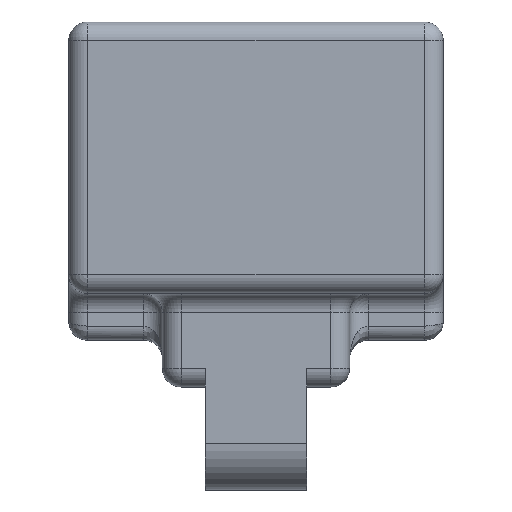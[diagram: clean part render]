
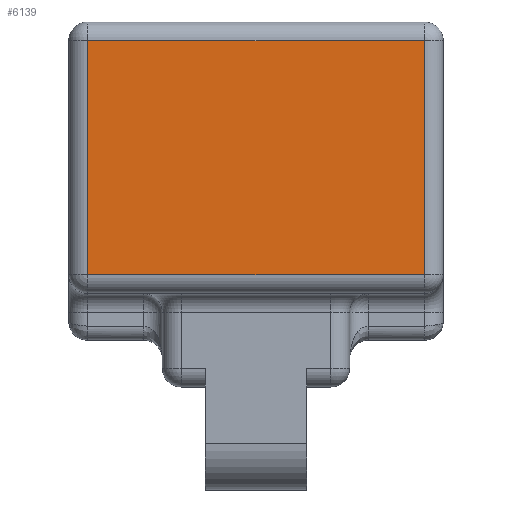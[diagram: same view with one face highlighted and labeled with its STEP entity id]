
A CAD part, left-side view. The second image highlights one B-rep face of the part: STEP entity #6139.
In plain terms, the highlighted planar face has unit normal (-1, 0, 0).
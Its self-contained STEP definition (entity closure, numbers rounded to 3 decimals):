
#1932 = CYLINDRICAL_SURFACE('',#1933,2.);
#1933 = AXIS2_PLACEMENT_3D('',#1934,#1935,#1936);
#1934 = CARTESIAN_POINT('',(-37.,2.,15.));
#1935 = DIRECTION('',(0.,0.,1.));
#1936 = DIRECTION('',(0.,-1.,0.));
#3835 = CYLINDRICAL_SURFACE('',#3836,2.);
#3836 = AXIS2_PLACEMENT_3D('',#3837,#3838,#3839);
#3837 = CARTESIAN_POINT('',(-37.,0.,17.));
#3838 = DIRECTION('',(0.,1.,0.));
#3839 = DIRECTION('',(0.,0.,-1.));
#4458 = VERTEX_POINT('',#4459);
#4459 = CARTESIAN_POINT('',(-39.,2.,17.));
#4484 = EDGE_CURVE('',#4458,#4485,#4487,.T.);
#4485 = VERTEX_POINT('',#4486);
#4486 = CARTESIAN_POINT('',(-39.,2.,42.));
#4487 = SURFACE_CURVE('',#4488,(#4492,#4499),.PCURVE_S1.);
#4488 = LINE('',#4489,#4490);
#4489 = CARTESIAN_POINT('',(-39.,2.,15.));
#4490 = VECTOR('',#4491,1.);
#4491 = DIRECTION('',(0.,0.,1.));
#4492 = PCURVE('',#1932,#4493);
#4493 = DEFINITIONAL_REPRESENTATION('',(#4494),#4498);
#4494 = LINE('',#4495,#4496);
#4495 = CARTESIAN_POINT('',(-1.571,0.));
#4496 = VECTOR('',#4497,1.);
#4497 = DIRECTION('',(-0.,1.));
#4498 = ( GEOMETRIC_REPRESENTATION_CONTEXT(2) 
PARAMETRIC_REPRESENTATION_CONTEXT() REPRESENTATION_CONTEXT('2D SPACE',''
  ) );
#4499 = PCURVE('',#4500,#4505);
#4500 = PLANE('',#4501);
#4501 = AXIS2_PLACEMENT_3D('',#4502,#4503,#4504);
#4502 = CARTESIAN_POINT('',(-39.,20.,29.5));
#4503 = DIRECTION('',(-1.,-0.,-0.));
#4504 = DIRECTION('',(0.,0.,-1.));
#4505 = DEFINITIONAL_REPRESENTATION('',(#4506),#4510);
#4506 = LINE('',#4507,#4508);
#4507 = CARTESIAN_POINT('',(14.5,18.));
#4508 = VECTOR('',#4509,1.);
#4509 = DIRECTION('',(-1.,0.));
#4510 = ( GEOMETRIC_REPRESENTATION_CONTEXT(2) 
PARAMETRIC_REPRESENTATION_CONTEXT() REPRESENTATION_CONTEXT('2D SPACE',''
  ) );
#5394 = CYLINDRICAL_SURFACE('',#5395,2.);
#5395 = AXIS2_PLACEMENT_3D('',#5396,#5397,#5398);
#5396 = CARTESIAN_POINT('',(-37.,38.,15.));
#5397 = DIRECTION('',(0.,0.,1.));
#5398 = DIRECTION('',(0.,1.,0.));
#5912 = EDGE_CURVE('',#4458,#5913,#5915,.T.);
#5913 = VERTEX_POINT('',#5914);
#5914 = CARTESIAN_POINT('',(-39.,38.,17.));
#5915 = SURFACE_CURVE('',#5916,(#5920,#5927),.PCURVE_S1.);
#5916 = LINE('',#5917,#5918);
#5917 = CARTESIAN_POINT('',(-39.,0.,17.));
#5918 = VECTOR('',#5919,1.);
#5919 = DIRECTION('',(0.,1.,0.));
#5920 = PCURVE('',#3835,#5921);
#5921 = DEFINITIONAL_REPRESENTATION('',(#5922),#5926);
#5922 = LINE('',#5923,#5924);
#5923 = CARTESIAN_POINT('',(1.571,0.));
#5924 = VECTOR('',#5925,1.);
#5925 = DIRECTION('',(0.,1.));
#5926 = ( GEOMETRIC_REPRESENTATION_CONTEXT(2) 
PARAMETRIC_REPRESENTATION_CONTEXT() REPRESENTATION_CONTEXT('2D SPACE',''
  ) );
#5927 = PCURVE('',#4500,#5928);
#5928 = DEFINITIONAL_REPRESENTATION('',(#5929),#5933);
#5929 = LINE('',#5930,#5931);
#5930 = CARTESIAN_POINT('',(12.5,20.));
#5931 = VECTOR('',#5932,1.);
#5932 = DIRECTION('',(0.,-1.));
#5933 = ( GEOMETRIC_REPRESENTATION_CONTEXT(2) 
PARAMETRIC_REPRESENTATION_CONTEXT() REPRESENTATION_CONTEXT('2D SPACE',''
  ) );
#6065 = CYLINDRICAL_SURFACE('',#6066,2.);
#6066 = AXIS2_PLACEMENT_3D('',#6067,#6068,#6069);
#6067 = CARTESIAN_POINT('',(-37.,0.,42.));
#6068 = DIRECTION('',(0.,1.,0.));
#6069 = DIRECTION('',(-1.,0.,0.));
#6139 = ADVANCED_FACE('',(#6140),#4500,.T.);
#6140 = FACE_BOUND('',#6141,.T.);
#6141 = EDGE_LOOP('',(#6142,#6143,#6144,#6167));
#6142 = ORIENTED_EDGE('',*,*,#5912,.F.);
#6143 = ORIENTED_EDGE('',*,*,#4484,.T.);
#6144 = ORIENTED_EDGE('',*,*,#6145,.T.);
#6145 = EDGE_CURVE('',#4485,#6146,#6148,.T.);
#6146 = VERTEX_POINT('',#6147);
#6147 = CARTESIAN_POINT('',(-39.,38.,42.));
#6148 = SURFACE_CURVE('',#6149,(#6153,#6160),.PCURVE_S1.);
#6149 = LINE('',#6150,#6151);
#6150 = CARTESIAN_POINT('',(-39.,0.,42.));
#6151 = VECTOR('',#6152,1.);
#6152 = DIRECTION('',(0.,1.,0.));
#6153 = PCURVE('',#4500,#6154);
#6154 = DEFINITIONAL_REPRESENTATION('',(#6155),#6159);
#6155 = LINE('',#6156,#6157);
#6156 = CARTESIAN_POINT('',(-12.5,20.));
#6157 = VECTOR('',#6158,1.);
#6158 = DIRECTION('',(0.,-1.));
#6159 = ( GEOMETRIC_REPRESENTATION_CONTEXT(2) 
PARAMETRIC_REPRESENTATION_CONTEXT() REPRESENTATION_CONTEXT('2D SPACE',''
  ) );
#6160 = PCURVE('',#6065,#6161);
#6161 = DEFINITIONAL_REPRESENTATION('',(#6162),#6166);
#6162 = LINE('',#6163,#6164);
#6163 = CARTESIAN_POINT('',(0.,0.));
#6164 = VECTOR('',#6165,1.);
#6165 = DIRECTION('',(0.,1.));
#6166 = ( GEOMETRIC_REPRESENTATION_CONTEXT(2) 
PARAMETRIC_REPRESENTATION_CONTEXT() REPRESENTATION_CONTEXT('2D SPACE',''
  ) );
#6167 = ORIENTED_EDGE('',*,*,#6168,.F.);
#6168 = EDGE_CURVE('',#5913,#6146,#6169,.T.);
#6169 = SURFACE_CURVE('',#6170,(#6174,#6181),.PCURVE_S1.);
#6170 = LINE('',#6171,#6172);
#6171 = CARTESIAN_POINT('',(-39.,38.,15.));
#6172 = VECTOR('',#6173,1.);
#6173 = DIRECTION('',(0.,0.,1.));
#6174 = PCURVE('',#4500,#6175);
#6175 = DEFINITIONAL_REPRESENTATION('',(#6176),#6180);
#6176 = LINE('',#6177,#6178);
#6177 = CARTESIAN_POINT('',(14.5,-18.));
#6178 = VECTOR('',#6179,1.);
#6179 = DIRECTION('',(-1.,0.));
#6180 = ( GEOMETRIC_REPRESENTATION_CONTEXT(2) 
PARAMETRIC_REPRESENTATION_CONTEXT() REPRESENTATION_CONTEXT('2D SPACE',''
  ) );
#6181 = PCURVE('',#5394,#6182);
#6182 = DEFINITIONAL_REPRESENTATION('',(#6183),#6187);
#6183 = LINE('',#6184,#6185);
#6184 = CARTESIAN_POINT('',(1.571,0.));
#6185 = VECTOR('',#6186,1.);
#6186 = DIRECTION('',(0.,1.));
#6187 = ( GEOMETRIC_REPRESENTATION_CONTEXT(2) 
PARAMETRIC_REPRESENTATION_CONTEXT() REPRESENTATION_CONTEXT('2D SPACE',''
  ) );
